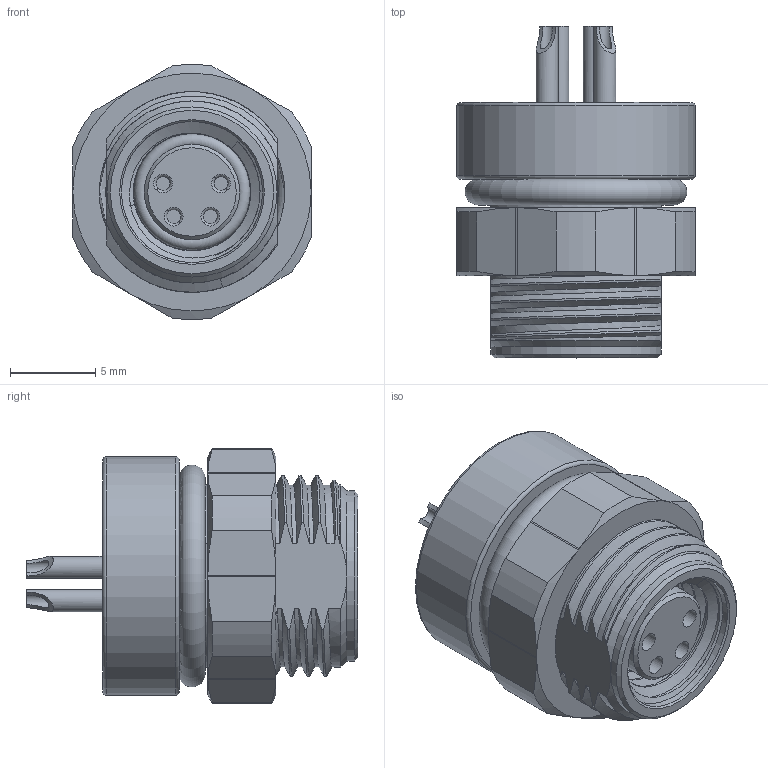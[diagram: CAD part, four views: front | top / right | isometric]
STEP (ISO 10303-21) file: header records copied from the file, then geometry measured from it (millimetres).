
FILE_DESCRIPTION(/* description */ (''),/* implementation_level */ '2;1');
FILE_NAME(/* name */ '2222222.stp',/* time_stamp */ '2024-03-11T15:18:11+08:00',/* author */ (''),/* organization */ (''),/* preprocessor_version */ 'ST-DEVELOPER v18.1',/* originating_system */ 'SIEMENS PLM Software NX 1980',/* authorisation */ '');
FILE_SCHEMA (('AUTOMOTIVE_DESIGN { 1 0 10303 214 3 1 1 1 }'));
Length unit declared in the file: millimetre
Products named in the file (1): 2222222
Bounding box: 14 x 19.5 x 14.98 mm (x, y, z)
Volume: 1782.9 mm3; surface area: 1935.4 mm2
Topology: 1 solids, 3 shells, 232 faces, 651 edges, 435 vertices
Faces by surface type: cylinder 64, plane 56, cone 51, bspline 37, torus 17, extrusion 7
Full cylindrical faces by diameter (mm): 0.8 x4, 1.1 x4, 1.3 x4, 1.55 x4, 5.6 x2, 7.5 x1, 8.3 x2, 10 x1, 14 x1
Entity records: 16751 total; most frequent: CARTESIAN_POINT 11799, ORIENTED_EDGE 1148, DIRECTION 726, EDGE_CURVE 574, VERTEX_POINT 404, B_SPLINE_CURVE_WITH_KNOTS 352, AXIS2_PLACEMENT_3D 314, EDGE_LOOP 308
